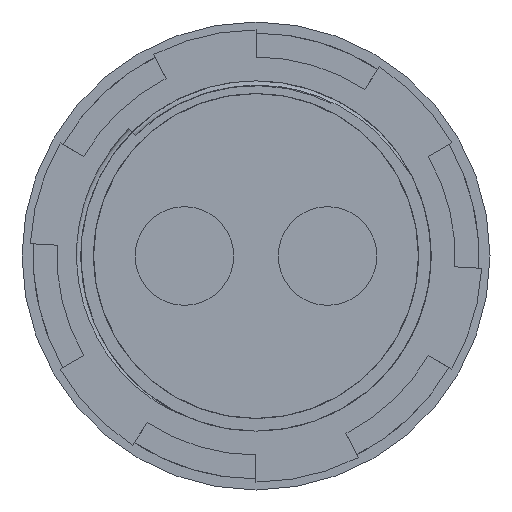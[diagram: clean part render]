
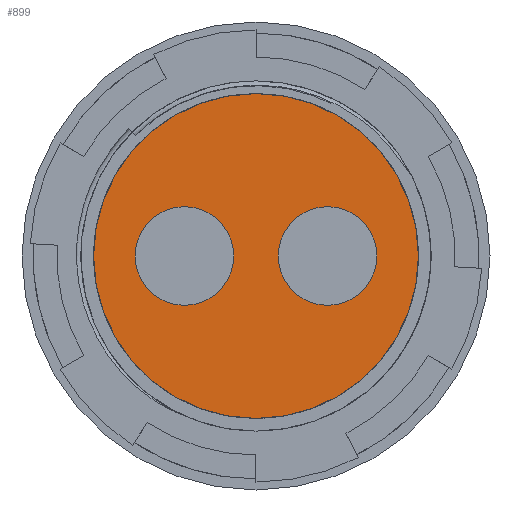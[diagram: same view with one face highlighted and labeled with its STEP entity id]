
A CAD part, front view. The second image highlights one B-rep face of the part: STEP entity #899.
In plain terms, the highlighted planar face has unit normal (0, -1, 0).
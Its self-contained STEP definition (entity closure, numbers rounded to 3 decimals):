
#52 = EDGE_CURVE ( 'NONE', #4967, #4925, #953, .T. ) ;
#110 = AXIS2_PLACEMENT_3D ( 'NONE', #3119, #3253, #3237 ) ;
#123 = AXIS2_PLACEMENT_3D ( 'NONE', #3566, #3541, #3555 ) ;
#127 = ORIENTED_EDGE ( 'NONE', *, *, #4219, .F. ) ;
#337 = CARTESIAN_POINT ( 'NONE',  ( 4.497, 0., 3.097 ) ) ;
#368 = FACE_OUTER_BOUND ( 'NONE', #1863, .T. ) ;
#381 = FACE_BOUND ( 'NONE', #1782, .T. ) ;
#388 = FACE_BOUND ( 'NONE', #1853, .T. ) ;
#541 = AXIS2_PLACEMENT_3D ( 'NONE', #3567, #3561, #3546 ) ;
#605 = CARTESIAN_POINT ( 'NONE',  ( -4.497, 0., 3.097 ) ) ;
#703 = AXIS2_PLACEMENT_3D ( 'NONE', #1467, #1384, #4170 ) ;
#899 = ADVANCED_FACE ( 'NONE', ( #388, #381, #368 ), #4229, .F. ) ;
#953 = CIRCLE ( 'NONE', #1150, 10.2 ) ;
#1045 = AXIS2_PLACEMENT_3D ( 'NONE', #2976, #2853, #2902 ) ;
#1150 = AXIS2_PLACEMENT_3D ( 'NONE', #3924, #4236, #4148 ) ;
#1384 = DIRECTION ( 'NONE',  ( 0., 1., 0. ) ) ;
#1467 = CARTESIAN_POINT ( 'NONE',  ( 0., 0., 0. ) ) ;
#1586 = EDGE_CURVE ( 'NONE', #3992, #1626, #5507, .T. ) ;
#1626 = VERTEX_POINT ( 'NONE', #3528 ) ;
#1659 = EDGE_CURVE ( 'NONE', #3827, #3177, #5569, .T. ) ;
#1782 = EDGE_LOOP ( 'NONE', ( #2872, #2039 ) ) ;
#1853 = EDGE_LOOP ( 'NONE', ( #127, #4314 ) ) ;
#1863 = EDGE_LOOP ( 'NONE', ( #4665, #3273 ) ) ;
#2039 = ORIENTED_EDGE ( 'NONE', *, *, #1659, .F. ) ;
#2376 = CARTESIAN_POINT ( 'NONE',  ( -4.497, 0., -3.097 ) ) ;
#2488 = EDGE_CURVE ( 'NONE', #4925, #4967, #2923, .T. ) ;
#2631 = DIRECTION ( 'NONE',  ( 0., 0., -1. ) ) ;
#2640 = DIRECTION ( 'NONE',  ( 0., -1., 0. ) ) ;
#2661 = CARTESIAN_POINT ( 'NONE',  ( -4.497, 0., 0. ) ) ;
#2666 = CIRCLE ( 'NONE', #3272, 3.097 ) ;
#2853 = DIRECTION ( 'NONE',  ( 0., -1., 0. ) ) ;
#2872 = ORIENTED_EDGE ( 'NONE', *, *, #4232, .F. ) ;
#2902 = DIRECTION ( 'NONE',  ( 0., 0., 1. ) ) ;
#2923 = CIRCLE ( 'NONE', #541, 10.2 ) ;
#2976 = CARTESIAN_POINT ( 'NONE',  ( 4.497, 0., 0. ) ) ;
#3083 = CIRCLE ( 'NONE', #1045, 3.097 ) ;
#3119 = CARTESIAN_POINT ( 'NONE',  ( -4.497, 0., 0. ) ) ;
#3177 = VERTEX_POINT ( 'NONE', #2376 ) ;
#3237 = DIRECTION ( 'NONE',  ( 0., 0., -1. ) ) ;
#3253 = DIRECTION ( 'NONE',  ( 0., -1., 0. ) ) ;
#3272 = AXIS2_PLACEMENT_3D ( 'NONE', #2661, #2640, #2631 ) ;
#3273 = ORIENTED_EDGE ( 'NONE', *, *, #2488, .F. ) ;
#3528 = CARTESIAN_POINT ( 'NONE',  ( 4.497, 0., -3.097 ) ) ;
#3541 = DIRECTION ( 'NONE',  ( 0., -1., 0. ) ) ;
#3546 = DIRECTION ( 'NONE',  ( 0., 0., 1. ) ) ;
#3555 = DIRECTION ( 'NONE',  ( 0., 0., 1. ) ) ;
#3561 = DIRECTION ( 'NONE',  ( 0., 1., 0. ) ) ;
#3566 = CARTESIAN_POINT ( 'NONE',  ( 4.497, 0., 0. ) ) ;
#3567 = CARTESIAN_POINT ( 'NONE',  ( 0., 0., 0. ) ) ;
#3827 = VERTEX_POINT ( 'NONE', #605 ) ;
#3924 = CARTESIAN_POINT ( 'NONE',  ( 0., 0., 0. ) ) ;
#3992 = VERTEX_POINT ( 'NONE', #337 ) ;
#4148 = DIRECTION ( 'NONE',  ( 0., 0., 1. ) ) ;
#4170 = DIRECTION ( 'NONE',  ( 0., 0., 1. ) ) ;
#4219 = EDGE_CURVE ( 'NONE', #1626, #3992, #3083, .T. ) ;
#4229 = PLANE ( 'NONE',  #703 ) ;
#4232 = EDGE_CURVE ( 'NONE', #3177, #3827, #2666, .T. ) ;
#4236 = DIRECTION ( 'NONE',  ( 0., 1., 0. ) ) ;
#4314 = ORIENTED_EDGE ( 'NONE', *, *, #1586, .F. ) ;
#4665 = ORIENTED_EDGE ( 'NONE', *, *, #52, .F. ) ;
#4748 = CARTESIAN_POINT ( 'NONE',  ( 0., 0., -10.2 ) ) ;
#4888 = CARTESIAN_POINT ( 'NONE',  ( 0., 0., 10.2 ) ) ;
#4925 = VERTEX_POINT ( 'NONE', #4888 ) ;
#4967 = VERTEX_POINT ( 'NONE', #4748 ) ;
#5507 = CIRCLE ( 'NONE', #123, 3.097 ) ;
#5569 = CIRCLE ( 'NONE', #110, 3.097 ) ;
